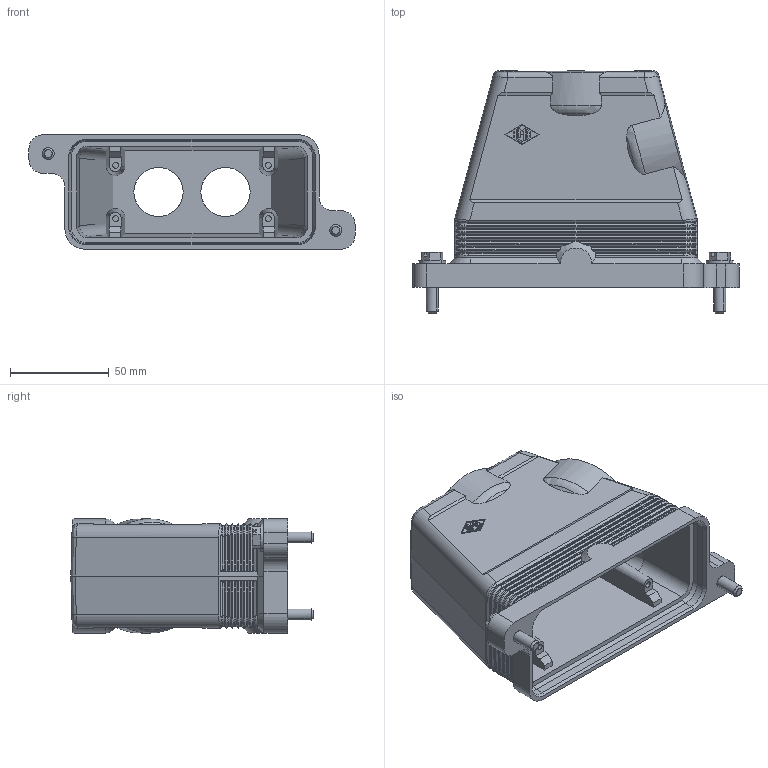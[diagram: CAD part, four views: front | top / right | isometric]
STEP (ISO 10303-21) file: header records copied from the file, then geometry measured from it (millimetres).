
FILE_DESCRIPTION(('Creo Elements/Direct Modeling STEP Export'),'2;1');
FILE_NAME('223mij85tv7k8nv1492','2023-11-30T15:17:05',(''),(''),'Creo Elements/Direct Modeling STEP processor for AP214 (Solid Model)','Creo Elements/Direct Modeling 20.5B 27-May-2023 (C) Parametric Technology GmbH','');
FILE_SCHEMA(('AUTOMOTIVE_DESIGN { 1 0 10303 214 1 1 1 1 }'));
Products named in the file (2): MGV_16.225
Assembly tree (1 placements, depth 2):
  MGV_16.225
    MGV_16.225
Bounding box: 165.5 x 123 x 58 mm (x, y, z)
Volume: 184653 mm3; surface area: 84842 mm2
Topology: 1 solids, 1 shells, 543 faces, 1347 edges, 822 vertices
Faces by surface type: plane 254, cylinder 125, extrusion 74, bspline 60, cone 26, torus 4
Entity records: 40675 total; most frequent: CARTESIAN_POINT 24528, ORIENTED_EDGE 2694, DIRECTION 2082, EDGE_CURVE 1347, VECTOR 860, VERTEX_POINT 822, LINE 784, AXIS2_PLACEMENT_3D 611
